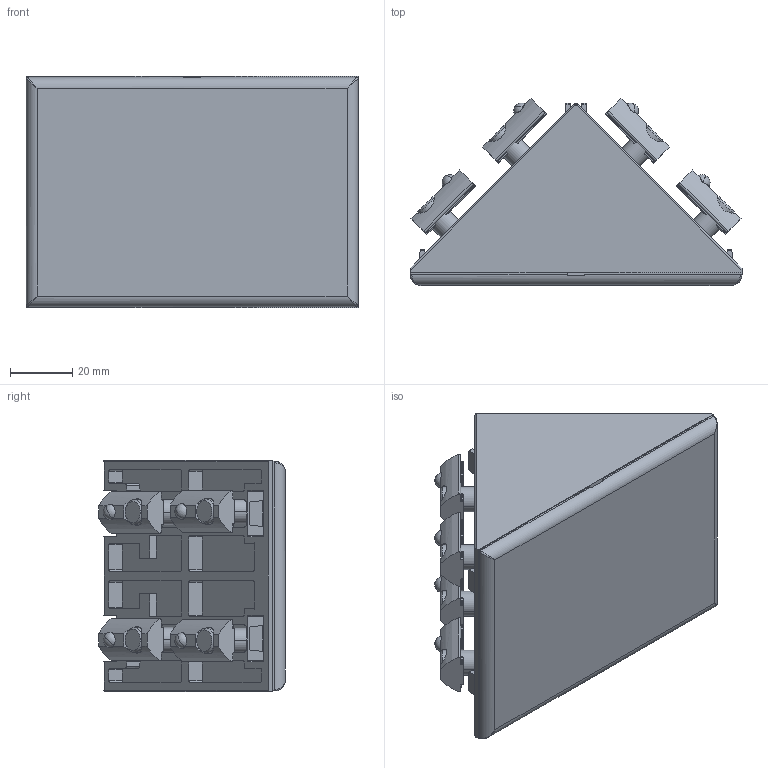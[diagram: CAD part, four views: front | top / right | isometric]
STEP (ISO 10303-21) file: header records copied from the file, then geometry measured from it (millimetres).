
FILE_DESCRIPTION (( 'STEP AP214' ), '1' );
FILE_NAME ('282300113.STEP', '2014-02-19T12:37:20', ( '' ), ( '' ), 'SwSTEP 2.0', 'SolidWorks 2014', '' );
FILE_SCHEMA (( 'AUTOMOTIVE_DESIGN' ));
Length unit declared in the file: millimetre
Products named in the file (1): 282300113
Bounding box: 106.26 x 59.81 x 74 mm (x, y, z)
Volume: 110496.5 mm3; surface area: 73471.3 mm2
Topology: 34 solids, 34 shells, 1292 faces, 3418 edges, 2203 vertices
Faces by surface type: plane 678, cylinder 398, torus 116, cone 49, bspline 35, sphere 16
Entity records: 61448 total; most frequent: CARTESIAN_POINT 15823, ORIENTED_EDGE 6748, DIRECTION 6135, EDGE_CURVE 3374, VERTEX_POINT 2179, VECTOR 2097, LINE 2097, AXIS2_PLACEMENT_3D 2019
